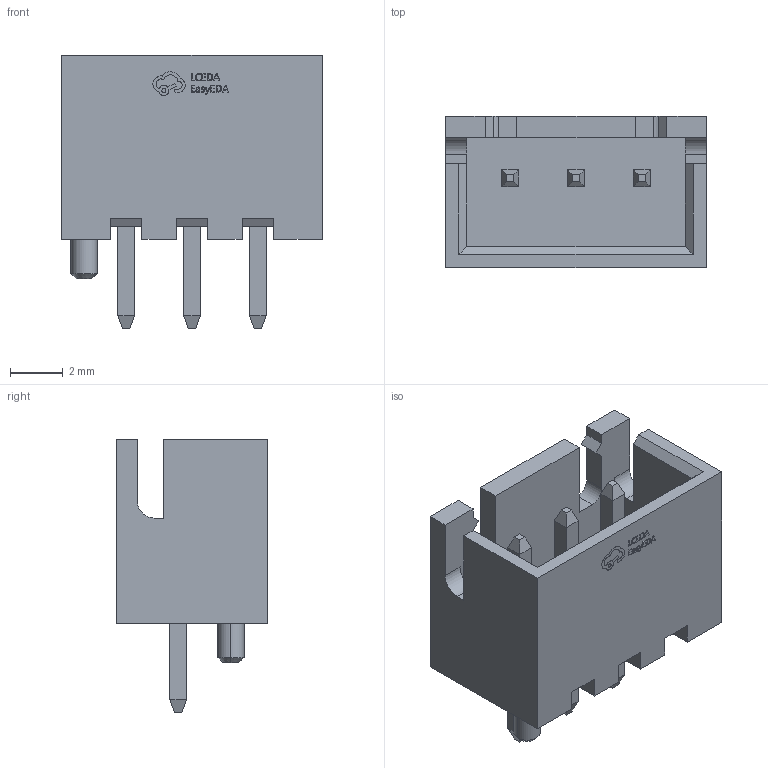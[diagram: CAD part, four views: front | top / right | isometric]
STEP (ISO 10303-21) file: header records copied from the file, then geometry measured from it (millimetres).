
FILE_DESCRIPTION (( 'STEP AP214' ), '1' );
FILE_NAME ('CONN-TH_3P-P2.50_B3B-XH-AM-LF-SN.STEP', '2026-01-30T06:11:31', ( '' ), ( '' ), 'SwSTEP 2.0', 'SolidWorks 2021', '' );
FILE_SCHEMA (( 'AUTOMOTIVE_DESIGN' ));
Length unit declared in the file: millimetre
Products named in the file (1): CONN-TH_3P-P2.50_B3B-XH-AM-LF-SN
Bounding box: 9.9 x 5.75 x 10.4 mm (x, y, z)
Volume: 213.9 mm3; surface area: 523.5 mm2
Topology: 1 solids, 1 shells, 338 faces, 902 edges, 592 vertices
Faces by surface type: plane 232, bspline 98, cylinder 6, cone 2
Entity records: 14640 total; most frequent: CARTESIAN_POINT 3139, ORIENTED_EDGE 1804, DIRECTION 1198, EDGE_CURVE 902, VECTOR 688, LINE 688, VERTEX_POINT 592, EDGE_LOOP 364
